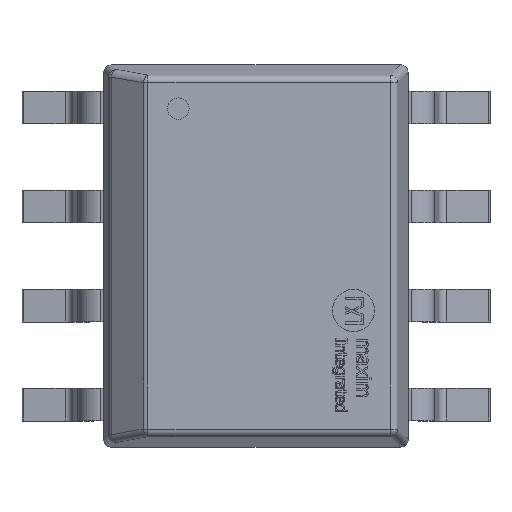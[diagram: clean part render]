
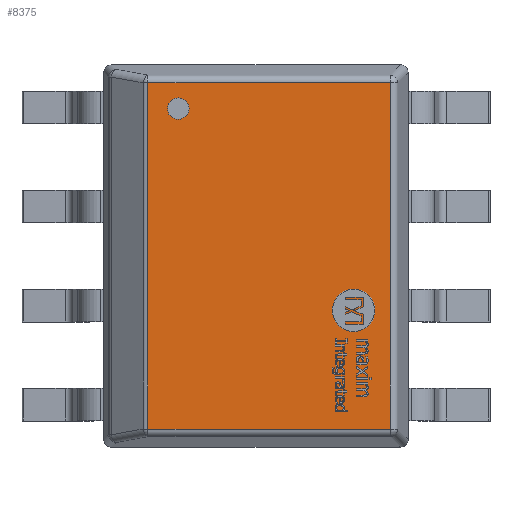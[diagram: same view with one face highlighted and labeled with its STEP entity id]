
A CAD part, top view. The second image highlights one B-rep face of the part: STEP entity #8375.
In plain terms, the highlighted planar face has unit normal (0, 0, 1).
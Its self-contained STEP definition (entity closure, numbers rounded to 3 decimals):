
#497=PLANE('',#8943);
#814=LINE('',#11358,#1683);
#816=LINE('',#11361,#1685);
#818=LINE('',#11364,#1687);
#822=LINE('',#11370,#1691);
#1683=VECTOR('',#9490,3.105);
#1685=VECTOR('',#9494,4.44);
#1687=VECTOR('',#9498,3.105);
#1691=VECTOR('',#9506,4.44);
#2640=FACE_OUTER_BOUND('',#3126,.T.);
#3126=EDGE_LOOP('',(#5975,#5976,#5977,#5978));
#3735=VERTEX_POINT('',#11315);
#3737=VERTEX_POINT('',#11324);
#3741=VERTEX_POINT('',#11332);
#3746=VERTEX_POINT('',#11345);
#4595=EDGE_CURVE('',#3737,#3746,#814,.T.);
#4597=EDGE_CURVE('',#3746,#3741,#816,.T.);
#4599=EDGE_CURVE('',#3741,#3735,#818,.T.);
#4603=EDGE_CURVE('',#3735,#3737,#822,.T.);
#5975=ORIENTED_EDGE('',*,*,#4595,.F.);
#5976=ORIENTED_EDGE('',*,*,#4603,.F.);
#5977=ORIENTED_EDGE('',*,*,#4599,.F.);
#5978=ORIENTED_EDGE('',*,*,#4597,.F.);
#8375=ADVANCED_FACE('',(#2640),#497,.T.);
#8943=AXIS2_PLACEMENT_3D('',#11447,#9597,#9598);
#9490=DIRECTION('',(1.,0.,0.));
#9494=DIRECTION('',(0.,-1.,0.));
#9498=DIRECTION('',(-1.,0.,0.));
#9506=DIRECTION('',(0.,1.,0.));
#9597=DIRECTION('center_axis',(0.,0.,1.));
#9598=DIRECTION('ref_axis',(1.,0.,0.));
#11315=CARTESIAN_POINT('',(-1.385,-2.22,1.57));
#11324=CARTESIAN_POINT('',(-1.385,2.22,1.57));
#11332=CARTESIAN_POINT('',(1.72,-2.22,1.57));
#11345=CARTESIAN_POINT('',(1.72,2.22,1.57));
#11358=CARTESIAN_POINT('',(0.488,2.22,1.57));
#11361=CARTESIAN_POINT('',(1.72,-0.613,1.57));
#11364=CARTESIAN_POINT('',(-0.488,-2.22,1.57));
#11370=CARTESIAN_POINT('',(-1.385,0.306,1.57));
#11447=CARTESIAN_POINT('Origin',(0.,0.,1.57));
